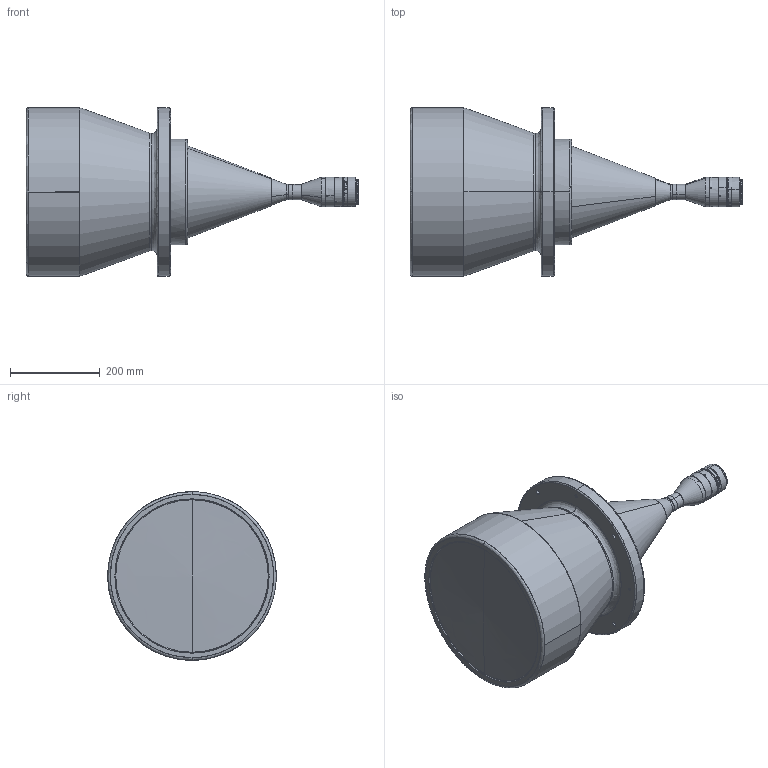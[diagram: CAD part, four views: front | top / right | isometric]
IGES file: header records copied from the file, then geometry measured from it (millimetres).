
Start section: SolidWorks IGES file using analytic representation for surfaces
Global section: file name: DTCM71M-300-M58-AL.IGS; native system: SolidWorks 2017; preprocessor: SolidWorks 2017; author: luosh; date: 190709.175447; units: millimetre
Bounding box: 740.7 x 376 x 376 mm (x, y, z)
Surface area: 750604.9 mm2 (no closed solid volume)
Topology: 0 solids, 0 shells, 166 faces, 3913 edges, 3909 vertices
Faces by surface type: revolution 124, bspline 42
